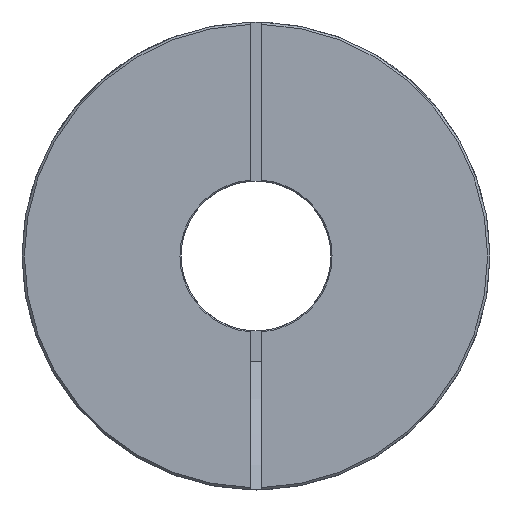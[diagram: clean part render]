
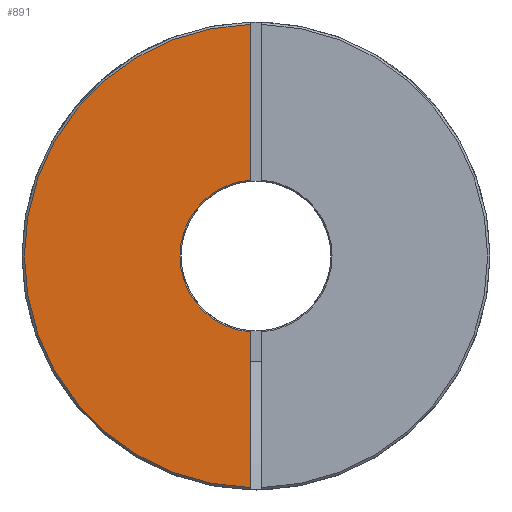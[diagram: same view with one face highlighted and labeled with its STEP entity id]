
A CAD part, left-side view. The second image highlights one B-rep face of the part: STEP entity #891.
In plain terms, the highlighted planar face has unit normal (-1, 0, 0).
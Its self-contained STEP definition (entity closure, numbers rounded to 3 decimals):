
#140 = EDGE_CURVE ( 'NONE', #1813, #1414, #1276, .T. ) ;
#271 = EDGE_CURVE ( 'NONE', #294, #1813, #1250, .T. ) ;
#290 = EDGE_CURVE ( 'NONE', #1810, #294, #1226, .T. ) ;
#294 = VERTEX_POINT ( 'NONE', #476 ) ;
#295 = CARTESIAN_POINT ( 'NONE',  ( 0., 0.61, -8.102 ) ) ;
#346 = EDGE_CURVE ( 'NONE', #1414, #1810, #1199, .T. ) ;
#388 = CARTESIAN_POINT ( 'NONE',  ( 0., 0., 0. ) ) ;
#391 = DIRECTION ( 'NONE',  ( 1., 0., 0. ) ) ;
#394 = DIRECTION ( 'NONE',  ( 0., 0., -1. ) ) ;
#462 = CARTESIAN_POINT ( 'NONE',  ( 0., 0.61, 24.993 ) ) ;
#466 = DIRECTION ( 'NONE',  ( 0., 0., 1. ) ) ;
#476 = CARTESIAN_POINT ( 'NONE',  ( 0., 0.61, -24.742 ) ) ;
#496 = CARTESIAN_POINT ( 'NONE',  ( 0., 0., 0. ) ) ;
#506 = DIRECTION ( 'NONE',  ( 0., 0., -1. ) ) ;
#507 = DIRECTION ( 'NONE',  ( -1., 0., 0. ) ) ;
#610 = ORIENTED_EDGE ( 'NONE', *, *, #346, .T. ) ;
#831 = FACE_OUTER_BOUND ( 'NONE', #1802, .T. ) ;
#891 = ADVANCED_FACE ( 'NONE', ( #831 ), #1029, .F. ) ;
#1010 = CARTESIAN_POINT ( 'NONE',  ( 0., 0., 0. ) ) ;
#1029 = PLANE ( 'NONE',  #1147 ) ;
#1030 = DIRECTION ( 'NONE',  ( 1., 0., 0. ) ) ;
#1031 = DIRECTION ( 'NONE',  ( 0., 0., -1. ) ) ;
#1059 = ORIENTED_EDGE ( 'NONE', *, *, #290, .T. ) ;
#1116 = ORIENTED_EDGE ( 'NONE', *, *, #271, .T. ) ;
#1139 = ORIENTED_EDGE ( 'NONE', *, *, #140, .T. ) ;
#1147 = AXIS2_PLACEMENT_3D ( 'NONE', #1010, #1030, #1031 ) ;
#1155 = CARTESIAN_POINT ( 'NONE',  ( 0., 0.61, 24.742 ) ) ;
#1186 = VECTOR ( 'NONE', #1731, 1000. ) ;
#1199 = LINE ( 'NONE', #1694, #1186 ) ;
#1226 = CIRCLE ( 'NONE', #1299, 24.75 ) ;
#1232 = VECTOR ( 'NONE', #466, 1000. ) ;
#1244 = CARTESIAN_POINT ( 'NONE',  ( 0., 0.61, 8.102 ) ) ;
#1250 = LINE ( 'NONE', #462, #1232 ) ;
#1276 = CIRCLE ( 'NONE', #1316, 8.125 ) ;
#1299 = AXIS2_PLACEMENT_3D ( 'NONE', #496, #507, #506 ) ;
#1316 = AXIS2_PLACEMENT_3D ( 'NONE', #388, #391, #394 ) ;
#1414 = VERTEX_POINT ( 'NONE', #1244 ) ;
#1694 = CARTESIAN_POINT ( 'NONE',  ( 0., 0.61, 24.993 ) ) ;
#1731 = DIRECTION ( 'NONE',  ( 0., 0., 1. ) ) ;
#1802 = EDGE_LOOP ( 'NONE', ( #1116, #1139, #610, #1059 ) ) ;
#1810 = VERTEX_POINT ( 'NONE', #1155 ) ;
#1813 = VERTEX_POINT ( 'NONE', #295 ) ;
